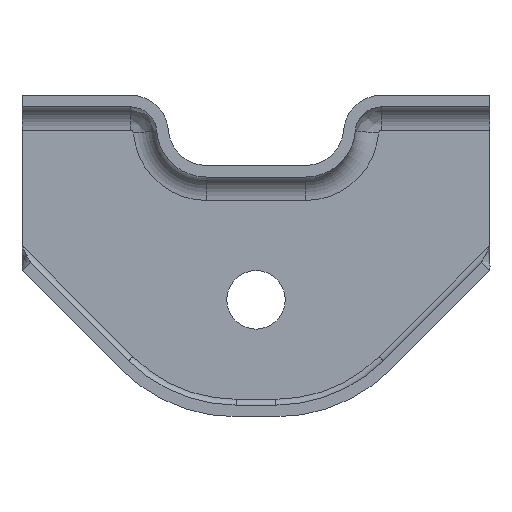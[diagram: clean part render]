
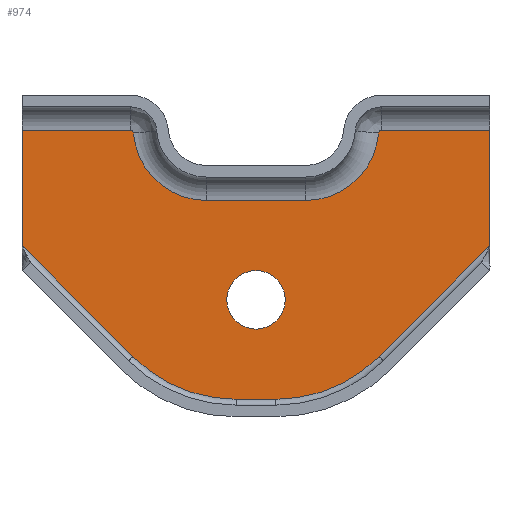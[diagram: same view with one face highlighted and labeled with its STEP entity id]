
A CAD part, front view. The second image highlights one B-rep face of the part: STEP entity #974.
In plain terms, the highlighted planar face has unit normal (0, -1, 0).
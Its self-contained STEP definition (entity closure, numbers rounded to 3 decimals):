
#18=FACE_BOUND('',#159,.T.);
#46=PLANE('',#1099);
#98=FACE_OUTER_BOUND('',#158,.T.);
#158=EDGE_LOOP('',(#803,#804,#805,#806,#807,#808,#809,#810,#811,#812,#813,
#814,#815,#816));
#159=EDGE_LOOP('',(#817));
#220=LINE('',#1744,#297);
#225=LINE('',#1764,#302);
#230=LINE('',#1789,#307);
#234=LINE('',#1825,#311);
#235=LINE('',#1826,#312);
#236=LINE('',#1828,#313);
#237=LINE('',#1834,#314);
#238=LINE('',#1835,#315);
#297=VECTOR('',#1298,10.);
#302=VECTOR('',#1321,10.);
#307=VECTOR('',#1342,10.);
#311=VECTOR('',#1372,10.);
#312=VECTOR('',#1373,10.);
#313=VECTOR('',#1374,10.);
#314=VECTOR('',#1379,10.);
#315=VECTOR('',#1380,10.);
#329=CIRCLE('',#1005,5.);
#368=CIRCLE('',#1073,25.);
#374=CIRCLE('',#1084,25.);
#378=CIRCLE('',#1092,12.5);
#382=CIRCLE('',#1097,0.5);
#384=CIRCLE('',#1100,12.5);
#385=CIRCLE('',#1101,0.5);
#391=VERTEX_POINT('',#1430);
#447=VERTEX_POINT('',#1735);
#448=VERTEX_POINT('',#1742);
#450=VERTEX_POINT('',#1748);
#454=VERTEX_POINT('',#1762);
#457=VERTEX_POINT('',#1772);
#460=VERTEX_POINT('',#1782);
#465=VERTEX_POINT('',#1800);
#466=VERTEX_POINT('',#1802);
#469=VERTEX_POINT('',#1820);
#470=VERTEX_POINT('',#1824);
#471=VERTEX_POINT('',#1827);
#472=VERTEX_POINT('',#1829);
#473=VERTEX_POINT('',#1831);
#474=VERTEX_POINT('',#1833);
#477=EDGE_CURVE('',#391,#391,#329,.T.);
#562=EDGE_CURVE('',#447,#448,#220,.T.);
#565=EDGE_CURVE('',#448,#450,#368,.T.);
#572=EDGE_CURVE('',#450,#454,#225,.T.);
#577=EDGE_CURVE('',#454,#457,#374,.T.);
#582=EDGE_CURVE('',#457,#460,#230,.T.);
#588=EDGE_CURVE('',#466,#465,#378,.T.);
#593=EDGE_CURVE('',#469,#466,#382,.T.);
#595=EDGE_CURVE('',#470,#460,#234,.T.);
#596=EDGE_CURVE('',#470,#469,#235,.T.);
#597=EDGE_CURVE('',#465,#471,#236,.T.);
#598=EDGE_CURVE('',#471,#472,#384,.T.);
#599=EDGE_CURVE('',#472,#473,#385,.T.);
#600=EDGE_CURVE('',#473,#474,#237,.T.);
#601=EDGE_CURVE('',#474,#447,#238,.T.);
#803=ORIENTED_EDGE('',*,*,#562,.T.);
#804=ORIENTED_EDGE('',*,*,#565,.T.);
#805=ORIENTED_EDGE('',*,*,#572,.T.);
#806=ORIENTED_EDGE('',*,*,#577,.T.);
#807=ORIENTED_EDGE('',*,*,#582,.T.);
#808=ORIENTED_EDGE('',*,*,#595,.F.);
#809=ORIENTED_EDGE('',*,*,#596,.T.);
#810=ORIENTED_EDGE('',*,*,#593,.T.);
#811=ORIENTED_EDGE('',*,*,#588,.T.);
#812=ORIENTED_EDGE('',*,*,#597,.T.);
#813=ORIENTED_EDGE('',*,*,#598,.T.);
#814=ORIENTED_EDGE('',*,*,#599,.T.);
#815=ORIENTED_EDGE('',*,*,#600,.T.);
#816=ORIENTED_EDGE('',*,*,#601,.T.);
#817=ORIENTED_EDGE('',*,*,#477,.T.);
#974=ADVANCED_FACE('',(#98,#18),#46,.F.);
#1005=AXIS2_PLACEMENT_3D('',#1431,#1123,#1124);
#1073=AXIS2_PLACEMENT_3D('',#1750,#1305,#1306);
#1084=AXIS2_PLACEMENT_3D('',#1774,#1333,#1334);
#1092=AXIS2_PLACEMENT_3D('',#1803,#1355,#1356);
#1097=AXIS2_PLACEMENT_3D('',#1821,#1366,#1367);
#1099=AXIS2_PLACEMENT_3D('',#1823,#1370,#1371);
#1100=AXIS2_PLACEMENT_3D('',#1830,#1375,#1376);
#1101=AXIS2_PLACEMENT_3D('',#1832,#1377,#1378);
#1123=DIRECTION('center_axis',(0.,1.,0.));
#1124=DIRECTION('ref_axis',(1.,0.,0.));
#1298=DIRECTION('',(0.707,0.,-0.707));
#1305=DIRECTION('center_axis',(0.,-1.,0.));
#1306=DIRECTION('ref_axis',(-0.383,0.,-0.924));
#1321=DIRECTION('',(1.,0.,0.));
#1333=DIRECTION('center_axis',(0.,-1.,0.));
#1334=DIRECTION('ref_axis',(0.383,0.,-0.924));
#1342=DIRECTION('',(0.707,0.,0.707));
#1355=DIRECTION('center_axis',(0.,1.,0.));
#1356=DIRECTION('ref_axis',(0.679,0.,-0.734));
#1366=DIRECTION('center_axis',(0.,-1.,0.));
#1367=DIRECTION('ref_axis',(-0.679,0.,0.734));
#1370=DIRECTION('center_axis',(0.,1.,0.));
#1371=DIRECTION('ref_axis',(1.,0.,0.));
#1372=DIRECTION('',(0.,0.,-1.));
#1373=DIRECTION('',(-1.,0.,0.));
#1374=DIRECTION('',(-1.,0.,0.));
#1375=DIRECTION('center_axis',(0.,1.,0.));
#1376=DIRECTION('ref_axis',(-0.679,0.,-0.734));
#1377=DIRECTION('center_axis',(0.,-1.,0.));
#1378=DIRECTION('ref_axis',(0.679,0.,0.734));
#1379=DIRECTION('',(-1.,0.,0.));
#1380=DIRECTION('',(0.,0.,-1.));
#1430=CARTESIAN_POINT('',(35.,78.,-35.));
#1431=CARTESIAN_POINT('Origin',(40.,78.,-35.));
#1735=CARTESIAN_POINT('',(0.,78.,-25.757));
#1742=CARTESIAN_POINT('',(18.92,78.,-44.678));
#1744=CARTESIAN_POINT('',(17.746,78.,-43.504));
#1748=CARTESIAN_POINT('',(36.598,78.,-52.));
#1750=CARTESIAN_POINT('Origin',(36.598,78.,-27.));
#1762=CARTESIAN_POINT('',(43.402,78.,-52.));
#1764=CARTESIAN_POINT('',(40.,78.,-52.));
#1772=CARTESIAN_POINT('',(61.08,78.,-44.678));
#1774=CARTESIAN_POINT('Origin',(43.402,78.,-27.));
#1782=CARTESIAN_POINT('',(80.,78.,-25.757));
#1789=CARTESIAN_POINT('',(62.254,78.,-43.504));
#1800=CARTESIAN_POINT('',(48.5,78.,-18.));
#1802=CARTESIAN_POINT('',(60.963,78.,-6.462));
#1803=CARTESIAN_POINT('Origin',(48.5,78.,-5.5));
#1820=CARTESIAN_POINT('',(61.461,78.,-6.));
#1821=CARTESIAN_POINT('Origin',(61.461,78.,-6.5));
#1823=CARTESIAN_POINT('Origin',(40.,78.,-27.5));
#1824=CARTESIAN_POINT('',(80.,78.,-6.));
#1825=CARTESIAN_POINT('',(80.,78.,0.));
#1826=CARTESIAN_POINT('',(60.,78.,-6.));
#1827=CARTESIAN_POINT('',(31.5,78.,-18.));
#1828=CARTESIAN_POINT('',(47.5,78.,-18.));
#1829=CARTESIAN_POINT('',(19.037,78.,-6.462));
#1830=CARTESIAN_POINT('Origin',(31.5,78.,-5.5));
#1831=CARTESIAN_POINT('',(18.539,78.,-6.));
#1832=CARTESIAN_POINT('Origin',(18.539,78.,-6.5));
#1833=CARTESIAN_POINT('',(0.,78.,-6.));
#1834=CARTESIAN_POINT('',(32.5,78.,-6.));
#1835=CARTESIAN_POINT('',(0.,78.,0.));
